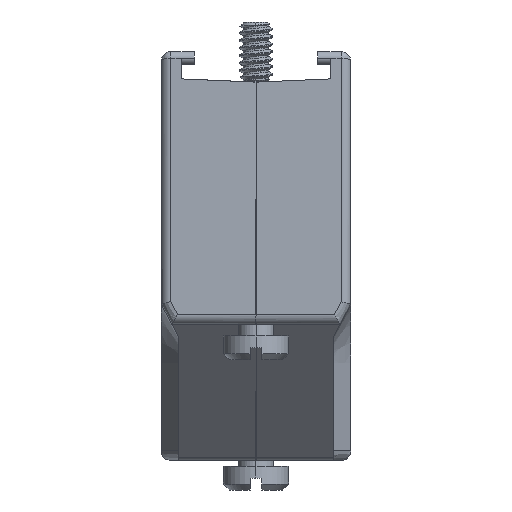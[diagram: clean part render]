
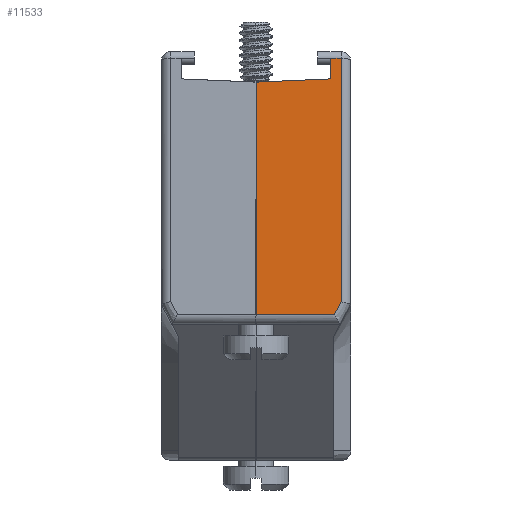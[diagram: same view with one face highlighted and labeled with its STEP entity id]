
A CAD part, left-side view. The second image highlights one B-rep face of the part: STEP entity #11533.
In plain terms, the highlighted planar face has unit normal (-1, 0, 0).
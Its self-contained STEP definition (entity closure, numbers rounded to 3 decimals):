
#571 = CARTESIAN_POINT ( 'NONE',  ( 0., -7., -2.3 ) ) ;
#666 = EDGE_CURVE ( 'NONE', #11587, #9708, #22579, .T. ) ;
#1172 = ORIENTED_EDGE ( 'NONE', *, *, #6081, .T. ) ;
#1924 = CARTESIAN_POINT ( 'NONE',  ( 0., -8.7, 0. ) ) ;
#2756 = CARTESIAN_POINT ( 'NONE',  ( 0., -0.7, -2.575 ) ) ;
#3155 = CARTESIAN_POINT ( 'NONE',  ( 0., -8.7, -22.2 ) ) ;
#3452 = VECTOR ( 'NONE', #10335, 1000. ) ;
#4494 = VERTEX_POINT ( 'NONE', #23031 ) ;
#4511 = CARTESIAN_POINT ( 'NONE',  ( 0., -7.31, -22.2 ) ) ;
#4823 = CARTESIAN_POINT ( 'NONE',  ( 0., -0.7, -22.2 ) ) ;
#5042 = EDGE_LOOP ( 'NONE', ( #19086, #1172, #29321, #14705, #16489, #26155, #13150 ) ) ;
#5396 = EDGE_CURVE ( 'NONE', #31205, #9708, #16857, .T. ) ;
#5558 = VERTEX_POINT ( 'NONE', #7614 ) ;
#6081 = EDGE_CURVE ( 'NONE', #5558, #4494, #22951, .T. ) ;
#7422 = CARTESIAN_POINT ( 'NONE',  ( 0., -7.9, -21.099 ) ) ;
#7614 = CARTESIAN_POINT ( 'NONE',  ( 0., -7.9, -21.099 ) ) ;
#8318 = AXIS2_PLACEMENT_3D ( 'NONE', #1924, #9780, #12515 ) ;
#8521 = EDGE_CURVE ( 'NONE', #31205, #25407, #13912, .T. ) ;
#9308 = CARTESIAN_POINT ( 'NONE',  ( 0., -7.31, -22.2 ) ) ;
#9605 = CARTESIAN_POINT ( 'NONE',  ( 0., -0.7, -23. ) ) ;
#9708 = VERTEX_POINT ( 'NONE', #2756 ) ;
#9780 = DIRECTION ( 'NONE',  ( -1., 0., 0. ) ) ;
#10335 = DIRECTION ( 'NONE',  ( 0., -1., 0. ) ) ;
#11237 = DIRECTION ( 'NONE',  ( 0., 0.999, -0.044 ) ) ;
#11276 = LINE ( 'NONE', #16390, #11669 ) ;
#11533 = ADVANCED_FACE ( 'NONE', ( #12170 ), #25314, .T. ) ;
#11587 = VERTEX_POINT ( 'NONE', #4823 ) ;
#11669 = VECTOR ( 'NONE', #16234, 1000. ) ;
#12170 = FACE_OUTER_BOUND ( 'NONE', #5042, .T. ) ;
#12370 = CARTESIAN_POINT ( 'NONE',  ( 0., -7.9, -0.55 ) ) ;
#12515 = DIRECTION ( 'NONE',  ( 0., 0., 1. ) ) ;
#12626 = EDGE_CURVE ( 'NONE', #11587, #31543, #21267, .T. ) ;
#13097 = EDGE_CURVE ( 'NONE', #4494, #25407, #11276, .T. ) ;
#13150 = ORIENTED_EDGE ( 'NONE', *, *, #12626, .T. ) ;
#13912 = LINE ( 'NONE', #571, #22616 ) ;
#14705 = ORIENTED_EDGE ( 'NONE', *, *, #8521, .F. ) ;
#14938 = CARTESIAN_POINT ( 'NONE',  ( 0., -7.507, -21.833 ) ) ;
#14946 = CARTESIAN_POINT ( 'NONE',  ( 0., -7., -0.55 ) ) ;
#16234 = DIRECTION ( 'NONE',  ( 0., 1., 0. ) ) ;
#16390 = CARTESIAN_POINT ( 'NONE',  ( 0., -8.7, -0.55 ) ) ;
#16489 = ORIENTED_EDGE ( 'NONE', *, *, #5396, .T. ) ;
#16857 = LINE ( 'NONE', #27258, #24742 ) ;
#18623 = VECTOR ( 'NONE', #30266, 1000. ) ;
#19086 = ORIENTED_EDGE ( 'NONE', *, *, #22080, .T. ) ;
#21267 = LINE ( 'NONE', #3155, #3452 ) ;
#21756 = DIRECTION ( 'NONE',  ( 0., 0., 1. ) ) ;
#22080 = EDGE_CURVE ( 'NONE', #31543, #5558, #33263, .T. ) ;
#22579 = LINE ( 'NONE', #9605, #18623 ) ;
#22616 = VECTOR ( 'NONE', #21756, 1000. ) ;
#22951 = LINE ( 'NONE', #12370, #25624 ) ;
#23031 = CARTESIAN_POINT ( 'NONE',  ( 0., -7.9, -0.55 ) ) ;
#24742 = VECTOR ( 'NONE', #11237, 1000. ) ;
#25314 = PLANE ( 'NONE',  #8318 ) ;
#25338 = CARTESIAN_POINT ( 'NONE',  ( 0., -7.703, -21.466 ) ) ;
#25407 = VERTEX_POINT ( 'NONE', #14946 ) ;
#25624 = VECTOR ( 'NONE', #28234, 1000. ) ;
#25904 = CARTESIAN_POINT ( 'NONE',  ( 0., -7., -2.3 ) ) ;
#26155 = ORIENTED_EDGE ( 'NONE', *, *, #666, .F. ) ;
#27258 = CARTESIAN_POINT ( 'NONE',  ( 0., -7., -2.3 ) ) ;
#28234 = DIRECTION ( 'NONE',  ( 0., 0., 1. ) ) ;
#29321 = ORIENTED_EDGE ( 'NONE', *, *, #13097, .T. ) ;
#30266 = DIRECTION ( 'NONE',  ( 0., 0., 1. ) ) ;
#31205 = VERTEX_POINT ( 'NONE', #25904 ) ;
#31543 = VERTEX_POINT ( 'NONE', #9308 ) ;
#33263 = B_SPLINE_CURVE_WITH_KNOTS ( 'NONE', 3,
 ( #4511, #14938, #25338, #7422 ),
 .UNSPECIFIED., .F., .F.,
 ( 4, 4 ),
 ( 0., 0.001 ),
 .UNSPECIFIED. ) ;
